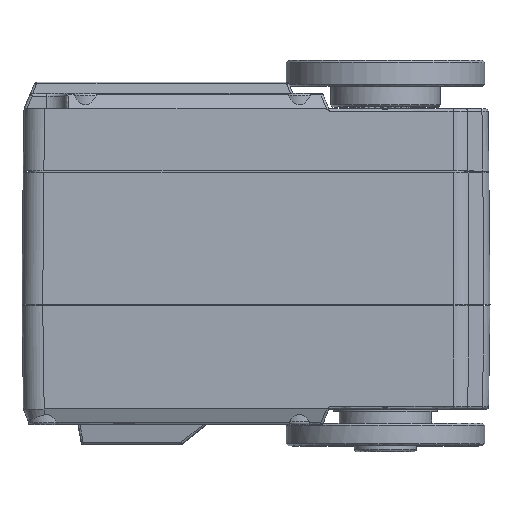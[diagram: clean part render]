
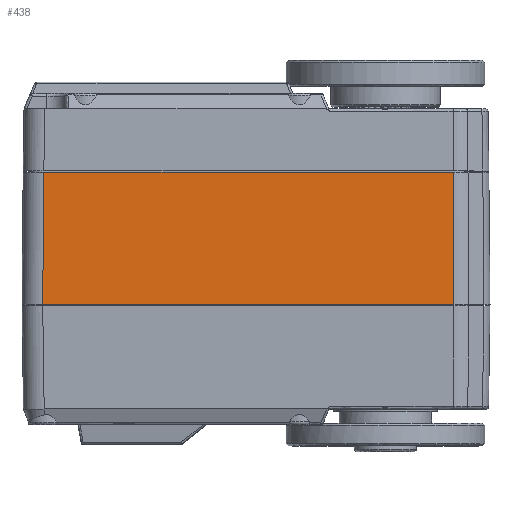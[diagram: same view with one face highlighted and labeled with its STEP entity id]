
A CAD part, top view. The second image highlights one B-rep face of the part: STEP entity #438.
In plain terms, the highlighted free-form (B-spline) face has degree [1, 1] with [2, 2] control points.
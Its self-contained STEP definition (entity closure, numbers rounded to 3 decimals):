
#84 = VERTEX_POINT('',#85);
#85 = CARTESIAN_POINT('',(9.602,-34.24,17.935
    ));
#91 = EDGE_CURVE('',#92,#84,#94,.T.);
#92 = VERTEX_POINT('',#93);
#93 = CARTESIAN_POINT('',(-48.04,-34.24,
    17.935));
#94 = B_SPLINE_CURVE_WITH_KNOTS('',1,(#95,#96),.UNSPECIFIED.,.F.,.F.,(2,
    2),(0.,39.73),.PIECEWISE_BEZIER_KNOTS.);
#95 = CARTESIAN_POINT('',(-48.04,-34.24,
    17.935));
#96 = CARTESIAN_POINT('',(9.602,-34.24,17.935
    ));
#420 = VERTEX_POINT('',#421);
#421 = CARTESIAN_POINT('',(9.534,-15.669,
    17.773));
#427 = EDGE_CURVE('',#420,#84,#428,.T.);
#428 = B_SPLINE_CURVE_WITH_KNOTS('',1,(#429,#430),.UNSPECIFIED.,.F.,.F.,
  (2,2),(-0.,12.801),.PIECEWISE_BEZIER_KNOTS.);
#429 = CARTESIAN_POINT('',(9.534,-15.669,
    17.773));
#430 = CARTESIAN_POINT('',(9.602,-34.24,
    17.935));
#438 = ADVANCED_FACE('',(#439),#455,.T.);
#439 = FACE_BOUND('',#440,.T.);
#440 = EDGE_LOOP('',(#441,#442,#449,#454));
#441 = ORIENTED_EDGE('',*,*,#427,.F.);
#442 = ORIENTED_EDGE('',*,*,#443,.T.);
#443 = EDGE_CURVE('',#420,#444,#446,.T.);
#444 = VERTEX_POINT('',#445);
#445 = CARTESIAN_POINT('',(-47.878,-15.669,
    17.773));
#446 = B_SPLINE_CURVE_WITH_KNOTS('',1,(#447,#448),.UNSPECIFIED.,.F.,.F.,
  (2,2),(0.,39.572),.PIECEWISE_BEZIER_KNOTS.);
#447 = CARTESIAN_POINT('',(9.534,-15.669,
    17.773));
#448 = CARTESIAN_POINT('',(-47.878,-15.669,
    17.773));
#449 = ORIENTED_EDGE('',*,*,#450,.F.);
#450 = EDGE_CURVE('',#92,#444,#451,.T.);
#451 = B_SPLINE_CURVE_WITH_KNOTS('',1,(#452,#453),.UNSPECIFIED.,.F.,.F.,
  (2,2),(0.,12.801),.PIECEWISE_BEZIER_KNOTS.);
#452 = CARTESIAN_POINT('',(-48.04,-34.24,
    17.935));
#453 = CARTESIAN_POINT('',(-47.878,-15.669,
    17.773));
#454 = ORIENTED_EDGE('',*,*,#91,.T.);
#455 = B_SPLINE_SURFACE_WITH_KNOTS('',1,1,(
    (#456,#457)
    ,(#458,#459
    )),.UNSPECIFIED.,.F.,.F.,.F.,(2,2),(2,2),(2.866,
    42.596),(-12.8,0.),.PIECEWISE_BEZIER_KNOTS.);
#456 = CARTESIAN_POINT('',(-48.04,-34.24,
    17.935));
#457 = CARTESIAN_POINT('',(-48.04,-15.669,
    17.773));
#458 = CARTESIAN_POINT('',(9.602,-34.24,
    17.935));
#459 = CARTESIAN_POINT('',(9.602,-15.669,
    17.773));
